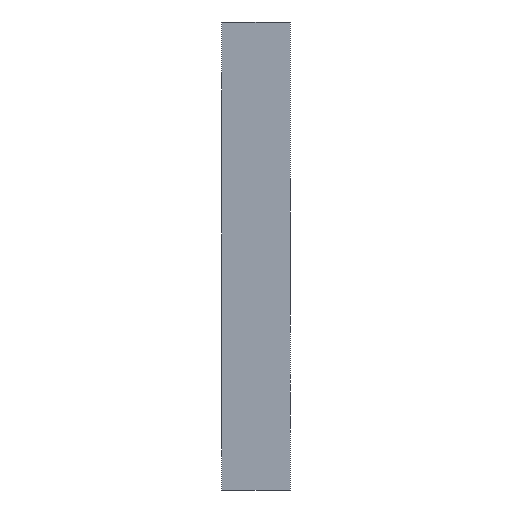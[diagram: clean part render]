
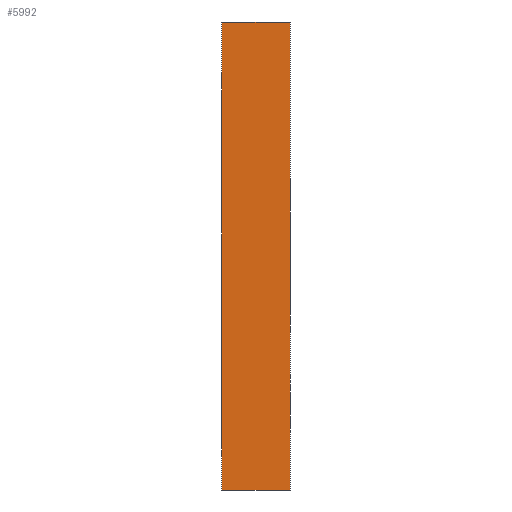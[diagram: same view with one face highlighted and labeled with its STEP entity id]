
A CAD part, front view. The second image highlights one B-rep face of the part: STEP entity #5992.
In plain terms, the highlighted planar face has unit normal (0, -1, 0).
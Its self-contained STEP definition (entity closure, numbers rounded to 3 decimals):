
#356 = VECTOR ( 'NONE', #4370, 1000. ) ;
#721 = LINE ( 'NONE', #2793, #4228 ) ;
#853 = AXIS2_PLACEMENT_3D ( 'NONE', #1073, #3631, #6782 ) ;
#869 = EDGE_LOOP ( 'NONE', ( #2213, #2160, #5477, #3249 ) ) ;
#1039 = EDGE_CURVE ( 'NONE', #5692, #5732, #2171, .T. ) ;
#1073 = CARTESIAN_POINT ( 'NONE',  ( -103., -199.5, -9.575 ) ) ;
#1823 = VECTOR ( 'NONE', #3066, 1000. ) ;
#2119 = EDGE_CURVE ( 'NONE', #5692, #2618, #2177, .T. ) ;
#2160 = ORIENTED_EDGE ( 'NONE', *, *, #2119, .F. ) ;
#2171 = LINE ( 'NONE', #2272, #356 ) ;
#2177 = LINE ( 'NONE', #4239, #3779 ) ;
#2213 = ORIENTED_EDGE ( 'NONE', *, *, #4440, .F. ) ;
#2272 = CARTESIAN_POINT ( 'NONE',  ( -103., -199.5, -9.575 ) ) ;
#2618 = VERTEX_POINT ( 'NONE', #2839 ) ;
#2674 = FACE_OUTER_BOUND ( 'NONE', #869, .T. ) ;
#2793 = CARTESIAN_POINT ( 'NONE',  ( -103., -199.5, -9.575 ) ) ;
#2839 = CARTESIAN_POINT ( 'NONE',  ( -99., -199.5, 17.825 ) ) ;
#2898 = DIRECTION ( 'NONE',  ( 1., 0., 0. ) ) ;
#3007 = EDGE_CURVE ( 'NONE', #5732, #5535, #721, .T. ) ;
#3066 = DIRECTION ( 'NONE',  ( 0., 0., -1. ) ) ;
#3249 = ORIENTED_EDGE ( 'NONE', *, *, #3007, .T. ) ;
#3546 = LINE ( 'NONE', #3614, #1823 ) ;
#3614 = CARTESIAN_POINT ( 'NONE',  ( -99., -199.5, -9.575 ) ) ;
#3631 = DIRECTION ( 'NONE',  ( 0., 1., 0. ) ) ;
#3651 = DIRECTION ( 'NONE',  ( 1., 0., 0. ) ) ;
#3779 = VECTOR ( 'NONE', #3651, 1000. ) ;
#4228 = VECTOR ( 'NONE', #2898, 1000. ) ;
#4239 = CARTESIAN_POINT ( 'NONE',  ( -103., -199.5, 17.825 ) ) ;
#4370 = DIRECTION ( 'NONE',  ( 0., 0., -1. ) ) ;
#4398 = CARTESIAN_POINT ( 'NONE',  ( -103., -199.5, -9.575 ) ) ;
#4440 = EDGE_CURVE ( 'NONE', #2618, #5535, #3546, .T. ) ;
#5326 = CARTESIAN_POINT ( 'NONE',  ( -103., -199.5, 17.825 ) ) ;
#5477 = ORIENTED_EDGE ( 'NONE', *, *, #1039, .T. ) ;
#5535 = VERTEX_POINT ( 'NONE', #6373 ) ;
#5692 = VERTEX_POINT ( 'NONE', #5326 ) ;
#5732 = VERTEX_POINT ( 'NONE', #4398 ) ;
#5809 = PLANE ( 'NONE',  #853 ) ;
#5992 = ADVANCED_FACE ( 'NONE', ( #2674 ), #5809, .F. ) ;
#6373 = CARTESIAN_POINT ( 'NONE',  ( -99., -199.5, -9.575 ) ) ;
#6782 = DIRECTION ( 'NONE',  ( 0., 0., -1. ) ) ;
